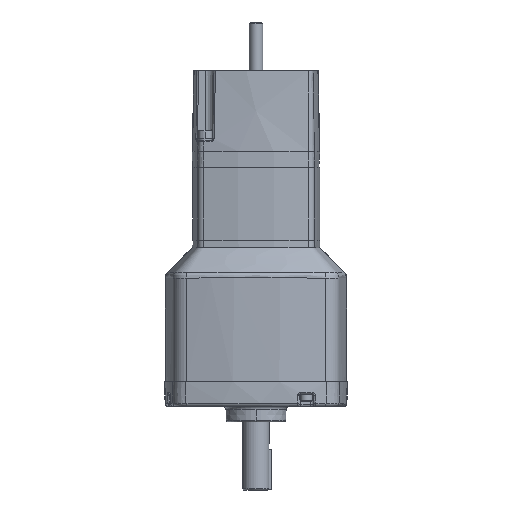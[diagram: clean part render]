
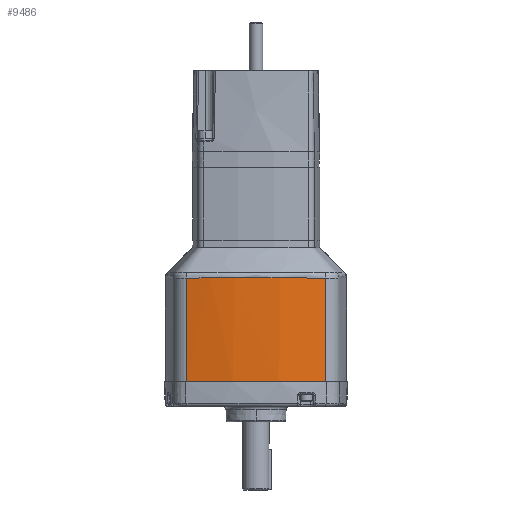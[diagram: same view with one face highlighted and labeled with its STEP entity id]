
A CAD part, front view. The second image highlights one B-rep face of the part: STEP entity #9486.
In plain terms, the highlighted cylindrical face has radius 148.082 mm (diameter 296.164 mm), a partial arc.
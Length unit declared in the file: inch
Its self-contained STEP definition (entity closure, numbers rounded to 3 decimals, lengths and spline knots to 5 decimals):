
#1988 = ORIENTED_EDGE ( 'NONE', *, *, #9350, .F. ) ;
#1989 = ORIENTED_EDGE ( 'NONE', *, *, #9351, .T. ) ;
#1990 = ORIENTED_EDGE ( 'NONE', *, *, #9349, .F. ) ;
#1991 = ORIENTED_EDGE ( 'NONE', *, *, #9352, .T. ) ;
#9349 = EDGE_CURVE ( 'NONE', #17932, #17935, #26266, .T. ) ;
#9350 = EDGE_CURVE ( 'NONE', #17935, #17939, #16470, .T. ) ;
#9351 = EDGE_CURVE ( 'NONE', #17932, #17941, #25265, .T. ) ;
#9352 = EDGE_CURVE ( 'NONE', #17941, #17939, #26299, .T. ) ;
#9486 = ADVANCED_FACE ( 'NONE', ( #27999 ), #27993, .T. ) ;
#16470 = CIRCLE ( 'NONE', #26727, 5.83 ) ;
#17725 = EDGE_LOOP ( 'NONE', ( #1988, #1990, #1989, #1991 ) ) ;
#17932 = VERTEX_POINT ( 'NONE', #22153 ) ;
#17935 = VERTEX_POINT ( 'NONE', #22156 ) ;
#17939 = VERTEX_POINT ( 'NONE', #22160 ) ;
#17941 = VERTEX_POINT ( 'NONE', #22162 ) ;
#22153 = CARTESIAN_POINT ( 'NONE',  ( 1.29534, -1.54377, -0.70379 ) ) ;
#22156 = CARTESIAN_POINT ( 'NONE',  ( 1.29534, -1.54377, -2.636 ) ) ;
#22160 = CARTESIAN_POINT ( 'NONE',  ( -1.29534, -1.54377, -2.636 ) ) ;
#22162 = CARTESIAN_POINT ( 'NONE',  ( -1.29534, -1.54377, -0.70379 ) ) ;
#25265 = B_SPLINE_CURVE_WITH_KNOTS ( 'NONE', 3,
 ( #26271, #26272, #26273, #26274, #26275, #26276, #26277, #26278, #26279, #26280, #26281, #26282, #26283, #26284, #26285, #26286, #26287, #26288, #26289, #26290, #26291, #26292, #26293, #26294, #26295, #26296, #26297 ),
 .UNSPECIFIED., .F., .F.,
 ( 4, 2, 1, 1, 2, 1, 2, 2, 2, 2, 2, 2, 1, 1, 2, 4 ),
 ( 0., 0.00052, 0.00104, 0.00208, 0.00416, 0.00831, 0.01247, 0.01663, 0.03325, 0.04988, 0.05819, 0.06235, 0.06443, 0.06547, 0.06599, 0.0665 ),
 .UNSPECIFIED. ) ;
#26265 = CARTESIAN_POINT ( 'NONE',  ( 0., 4.1405, -2.636 ) ) ;
#26266 = LINE ( 'NONE', #26267, #26726 ) ;
#26267 = CARTESIAN_POINT ( 'NONE',  ( 1.29534, -1.54377, 4.13563 ) ) ;
#26268 = DIRECTION ( 'NONE',  ( 0., 0., -1. ) ) ;
#26269 = DIRECTION ( 'NONE',  ( 0., 0., -1. ) ) ;
#26270 = DIRECTION ( 'NONE',  ( -1., 0., 0. ) ) ;
#26271 = CARTESIAN_POINT ( 'NONE',  ( 1.29534, -1.54377, -0.70379 ) ) ;
#26272 = CARTESIAN_POINT ( 'NONE',  ( 1.28869, -1.54529, -0.70331 ) ) ;
#26273 = CARTESIAN_POINT ( 'NONE',  ( 1.28203, -1.5468, -0.70321 ) ) ;
#26274 = CARTESIAN_POINT ( 'NONE',  ( 1.26871, -1.54978, -0.70319 ) ) ;
#26275 = CARTESIAN_POINT ( 'NONE',  ( 1.24872, -1.55423, -0.70316 ) ) ;
#26276 = CARTESIAN_POINT ( 'NONE',  ( 1.20204, -1.56435, -0.70309 ) ) ;
#26277 = CARTESIAN_POINT ( 'NONE',  ( 1.16195, -1.5726, -0.70303 ) ) ;
#26278 = CARTESIAN_POINT ( 'NONE',  ( 1.08167, -1.58854, -0.70292 ) ) ;
#26279 = CARTESIAN_POINT ( 'NONE',  ( 0.97437, -1.60828, -0.70278 ) ) ;
#26280 = CARTESIAN_POINT ( 'NONE',  ( 0.86655, -1.625, -0.70268 ) ) ;
#26281 = CARTESIAN_POINT ( 'NONE',  ( 0.75845, -1.64021, -0.70258 ) ) ;
#26282 = CARTESIAN_POINT ( 'NONE',  ( 0.70423, -1.64707, -0.70255 ) ) ;
#26283 = CARTESIAN_POINT ( 'NONE',  ( 0.4332, -1.67748, -0.70236 ) ) ;
#26284 = CARTESIAN_POINT ( 'NONE',  ( 0.21646, -1.68951, -0.70227 ) ) ;
#26285 = CARTESIAN_POINT ( 'NONE',  ( -0.21689, -1.68949, -0.70227 ) ) ;
#26286 = CARTESIAN_POINT ( 'NONE',  ( -0.43349, -1.67744, -0.70236 ) ) ;
#26287 = CARTESIAN_POINT ( 'NONE',  ( -0.75827, -1.641, -0.70258 ) ) ;
#26288 = CARTESIAN_POINT ( 'NONE',  ( -0.86659, -1.62577, -0.70267 ) ) ;
#26289 = CARTESIAN_POINT ( 'NONE',  ( -1.02799, -1.59841, -0.70285 ) ) ;
#26290 = CARTESIAN_POINT ( 'NONE',  ( -1.08165, -1.58854, -0.70292 ) ) ;
#26291 = CARTESIAN_POINT ( 'NONE',  ( -1.16194, -1.5726, -0.70303 ) ) ;
#26292 = CARTESIAN_POINT ( 'NONE',  ( -1.20203, -1.56435, -0.70309 ) ) ;
#26293 = CARTESIAN_POINT ( 'NONE',  ( -1.24872, -1.55423, -0.70316 ) ) ;
#26294 = CARTESIAN_POINT ( 'NONE',  ( -1.26871, -1.54978, -0.70319 ) ) ;
#26295 = CARTESIAN_POINT ( 'NONE',  ( -1.28203, -1.5468, -0.70321 ) ) ;
#26296 = CARTESIAN_POINT ( 'NONE',  ( -1.28869, -1.54529, -0.70331 ) ) ;
#26297 = CARTESIAN_POINT ( 'NONE',  ( -1.29534, -1.54377, -0.70379 ) ) ;
#26299 = LINE ( 'NONE', #26300, #26723 ) ;
#26300 = CARTESIAN_POINT ( 'NONE',  ( -1.29534, -1.54377, 4.13563 ) ) ;
#26301 = DIRECTION ( 'NONE',  ( 0., 0., -1. ) ) ;
#26723 = VECTOR ( 'NONE', #26301, 39.37008 ) ;
#26726 = VECTOR ( 'NONE', #26268, 39.37008 ) ;
#26727 = AXIS2_PLACEMENT_3D ( 'NONE', #26265, #26269, #26270 ) ;
#27280 = CARTESIAN_POINT ( 'NONE',  ( 0., 4.1405, 4.13563 ) ) ;
#27281 = DIRECTION ( 'NONE',  ( 0., 0., -1. ) ) ;
#27282 = DIRECTION ( 'NONE',  ( -1., 0., 0. ) ) ;
#27993 = CYLINDRICAL_SURFACE ( 'NONE', #27995, 5.83 ) ;
#27995 = AXIS2_PLACEMENT_3D ( 'NONE', #27280, #27281, #27282 ) ;
#27999 = FACE_OUTER_BOUND ( 'NONE', #17725, .T. ) ;
